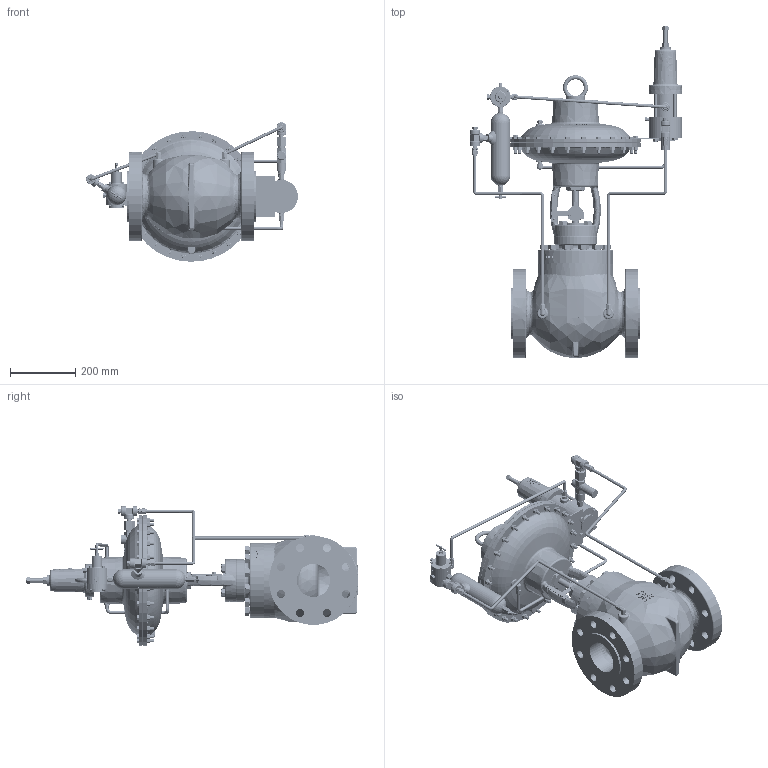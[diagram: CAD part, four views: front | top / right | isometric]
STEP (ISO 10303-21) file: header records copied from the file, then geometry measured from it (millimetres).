
FILE_DESCRIPTION (( 'STEP AP203' ), '1' );
FILE_NAME ('4 INCH PBPO 600RF FMT PO (150-75HPPR).STEP', '2016-11-30T16:58:21', ( 'PCTech' ), ( 'Microsoft' ), 'SwSTEP 2.0', 'SolidWorks 2016', '' );
FILE_SCHEMA (( 'CONFIG_CONTROL_DESIGN' ));
Length unit declared in the file: inch
Products named in the file (1): 4 INCH PBPO 600RF FMT PO (150-75HPPR)
Bounding box: 650.43 x 1018.32 x 427.55 mm (x, y, z)
Volume: 30210110.9 mm3; surface area: 2852754.1 mm2
Topology: 166 solids, 166 shells, 6985 faces, 16682 edges, 10320 vertices
Faces by surface type: plane 2782, bspline 1458, cone 1351, cylinder 963, torus 348, sphere 83
Entity records: 390225 total; most frequent: CARTESIAN_POINT 243337, ORIENTED_EDGE 33152, DIRECTION 26039, EDGE_CURVE 16576, VERTEX_POINT 10320, AXIS2_PLACEMENT_3D 10072, EDGE_LOOP 7430, FACE_OUTER_BOUND 6985
